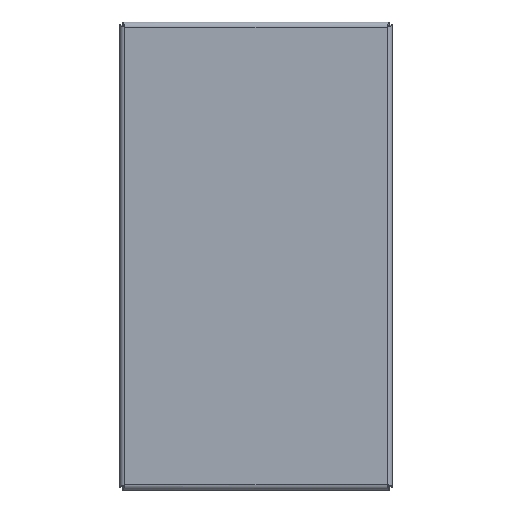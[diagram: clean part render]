
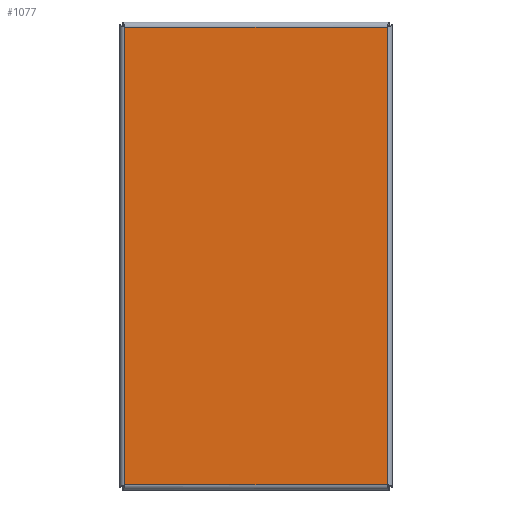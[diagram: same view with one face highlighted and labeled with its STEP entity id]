
A CAD part, top view. The second image highlights one B-rep face of the part: STEP entity #1077.
In plain terms, the highlighted planar face has unit normal (0, 0, 1).
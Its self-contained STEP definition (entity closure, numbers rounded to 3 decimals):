
#132=FACE_OUTER_BOUND('',#192,.T.);
#192=EDGE_LOOP('',(#823,#824,#825,#826));
#288=LINE('',#1904,#388);
#290=LINE('',#1908,#390);
#292=LINE('',#1912,#392);
#294=LINE('',#1916,#394);
#388=VECTOR('',#1305,10.);
#390=VECTOR('',#1311,10.);
#392=VECTOR('',#1317,10.);
#394=VECTOR('',#1323,10.);
#440=VERTEX_POINT('',#1508);
#446=VERTEX_POINT('',#1562);
#455=VERTEX_POINT('',#1686);
#464=VERTEX_POINT('',#1779);
#598=EDGE_CURVE('',#440,#446,#288,.T.);
#600=EDGE_CURVE('',#455,#440,#290,.T.);
#602=EDGE_CURVE('',#464,#455,#292,.T.);
#604=EDGE_CURVE('',#446,#464,#294,.T.);
#823=ORIENTED_EDGE('',*,*,#598,.T.);
#824=ORIENTED_EDGE('',*,*,#604,.T.);
#825=ORIENTED_EDGE('',*,*,#602,.T.);
#826=ORIENTED_EDGE('',*,*,#600,.T.);
#968=PLANE('',#1149);
#1077=ADVANCED_FACE('',(#132),#968,.F.);
#1149=AXIS2_PLACEMENT_3D('',#1919,#1328,#1329);
#1305=DIRECTION('',(-1.,0.,0.));
#1311=DIRECTION('',(0.,1.,0.));
#1317=DIRECTION('',(1.,0.,0.));
#1323=DIRECTION('',(0.,-1.,0.));
#1328=DIRECTION('center_axis',(0.,0.,
-1.));
#1329=DIRECTION('ref_axis',(1.,0.,0.));
#1508=CARTESIAN_POINT('',(98.,171.,55.));
#1562=CARTESIAN_POINT('',(-98.,171.,55.));
#1686=CARTESIAN_POINT('',(98.,-171.,55.));
#1779=CARTESIAN_POINT('',(-98.,-171.,55.));
#1904=CARTESIAN_POINT('',(49.,171.,55.));
#1908=CARTESIAN_POINT('',(98.,-85.5,55.));
#1912=CARTESIAN_POINT('',(-49.,-171.,55.));
#1916=CARTESIAN_POINT('',(-98.,85.5,55.));
#1919=CARTESIAN_POINT('Origin',(0.,0.,
55.));
